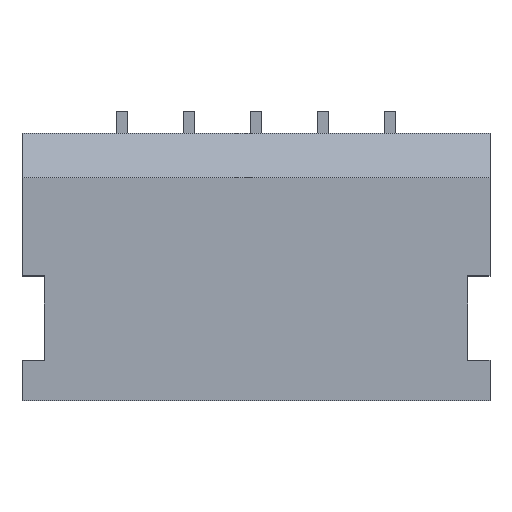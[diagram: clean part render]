
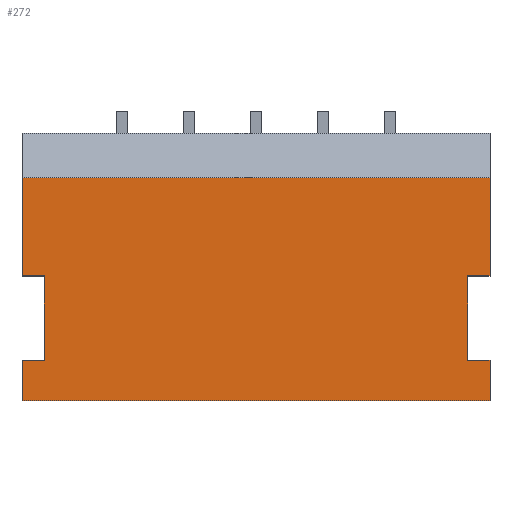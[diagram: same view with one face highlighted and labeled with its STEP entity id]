
A CAD part, top view. The second image highlights one B-rep face of the part: STEP entity #272.
In plain terms, the highlighted planar face has unit normal (0, 0, 1).
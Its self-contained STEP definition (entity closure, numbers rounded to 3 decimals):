
#48 = VERTEX_POINT('',#49);
#49 = CARTESIAN_POINT('',(-5.25,1.1,3.7));
#55 = EDGE_CURVE('',#48,#56,#58,.T.);
#56 = VERTEX_POINT('',#57);
#57 = CARTESIAN_POINT('',(-5.25,-1.1,3.7));
#58 = LINE('',#59,#60);
#59 = CARTESIAN_POINT('',(-5.25,2.1,3.7));
#60 = VECTOR('',#61,1.);
#61 = DIRECTION('',(0.,-1.,0.));
#254 = EDGE_CURVE('',#255,#56,#257,.T.);
#255 = VERTEX_POINT('',#256);
#256 = CARTESIAN_POINT('',(-4.75,-1.1,3.7));
#257 = LINE('',#258,#259);
#258 = CARTESIAN_POINT('',(-2.625,-1.1,3.7));
#259 = VECTOR('',#260,1.);
#260 = DIRECTION('',(-1.,0.,0.));
#272 = ADVANCED_FACE('',(#273),#355,.T.);
#273 = FACE_BOUND('',#274,.T.);
#274 = EDGE_LOOP('',(#275,#285,#293,#301,#309,#317,#325,#331,#332,#333,
    #341,#349));
#275 = ORIENTED_EDGE('',*,*,#276,.T.);
#276 = EDGE_CURVE('',#277,#279,#281,.T.);
#277 = VERTEX_POINT('',#278);
#278 = CARTESIAN_POINT('',(-5.25,-3.9,3.7));
#279 = VERTEX_POINT('',#280);
#280 = CARTESIAN_POINT('',(5.25,-3.9,3.7));
#281 = LINE('',#282,#283);
#282 = CARTESIAN_POINT('',(-5.25,-3.9,3.7));
#283 = VECTOR('',#284,1.);
#284 = DIRECTION('',(1.,0.,0.));
#285 = ORIENTED_EDGE('',*,*,#286,.T.);
#286 = EDGE_CURVE('',#279,#287,#289,.T.);
#287 = VERTEX_POINT('',#288);
#288 = CARTESIAN_POINT('',(5.25,-3.,3.7));
#289 = LINE('',#290,#291);
#290 = CARTESIAN_POINT('',(5.25,-3.9,3.7));
#291 = VECTOR('',#292,1.);
#292 = DIRECTION('',(0.,1.,0.));
#293 = ORIENTED_EDGE('',*,*,#294,.T.);
#294 = EDGE_CURVE('',#287,#295,#297,.T.);
#295 = VERTEX_POINT('',#296);
#296 = CARTESIAN_POINT('',(4.75,-3.,3.7));
#297 = LINE('',#298,#299);
#298 = CARTESIAN_POINT('',(2.375,-3.,3.7));
#299 = VECTOR('',#300,1.);
#300 = DIRECTION('',(-1.,0.,0.));
#301 = ORIENTED_EDGE('',*,*,#302,.T.);
#302 = EDGE_CURVE('',#295,#303,#305,.T.);
#303 = VERTEX_POINT('',#304);
#304 = CARTESIAN_POINT('',(4.75,-1.1,3.7));
#305 = LINE('',#306,#307);
#306 = CARTESIAN_POINT('',(4.75,-1.,3.7));
#307 = VECTOR('',#308,1.);
#308 = DIRECTION('',(0.,1.,0.));
#309 = ORIENTED_EDGE('',*,*,#310,.T.);
#310 = EDGE_CURVE('',#303,#311,#313,.T.);
#311 = VERTEX_POINT('',#312);
#312 = CARTESIAN_POINT('',(5.25,-1.1,3.7));
#313 = LINE('',#314,#315);
#314 = CARTESIAN_POINT('',(2.625,-1.1,3.7));
#315 = VECTOR('',#316,1.);
#316 = DIRECTION('',(1.,0.,0.));
#317 = ORIENTED_EDGE('',*,*,#318,.T.);
#318 = EDGE_CURVE('',#311,#319,#321,.T.);
#319 = VERTEX_POINT('',#320);
#320 = CARTESIAN_POINT('',(5.25,1.1,3.7));
#321 = LINE('',#322,#323);
#322 = CARTESIAN_POINT('',(5.25,-3.9,3.7));
#323 = VECTOR('',#324,1.);
#324 = DIRECTION('',(0.,1.,0.));
#325 = ORIENTED_EDGE('',*,*,#326,.T.);
#326 = EDGE_CURVE('',#319,#48,#327,.T.);
#327 = LINE('',#328,#329);
#328 = CARTESIAN_POINT('',(13.02,1.1,3.7));
#329 = VECTOR('',#330,1.);
#330 = DIRECTION('',(-1.,-0.,-0.));
#331 = ORIENTED_EDGE('',*,*,#55,.T.);
#332 = ORIENTED_EDGE('',*,*,#254,.F.);
#333 = ORIENTED_EDGE('',*,*,#334,.F.);
#334 = EDGE_CURVE('',#335,#255,#337,.T.);
#335 = VERTEX_POINT('',#336);
#336 = CARTESIAN_POINT('',(-4.75,-3.,3.7));
#337 = LINE('',#338,#339);
#338 = CARTESIAN_POINT('',(-4.75,-1.,3.7));
#339 = VECTOR('',#340,1.);
#340 = DIRECTION('',(0.,1.,0.));
#341 = ORIENTED_EDGE('',*,*,#342,.F.);
#342 = EDGE_CURVE('',#343,#335,#345,.T.);
#343 = VERTEX_POINT('',#344);
#344 = CARTESIAN_POINT('',(-5.25,-3.,3.7));
#345 = LINE('',#346,#347);
#346 = CARTESIAN_POINT('',(-2.375,-3.,3.7));
#347 = VECTOR('',#348,1.);
#348 = DIRECTION('',(1.,0.,0.));
#349 = ORIENTED_EDGE('',*,*,#350,.T.);
#350 = EDGE_CURVE('',#343,#277,#351,.T.);
#351 = LINE('',#352,#353);
#352 = CARTESIAN_POINT('',(-5.25,2.1,3.7));
#353 = VECTOR('',#354,1.);
#354 = DIRECTION('',(0.,-1.,0.));
#355 = PLANE('',#356);
#356 = AXIS2_PLACEMENT_3D('',#357,#358,#359);
#357 = CARTESIAN_POINT('',(0.,-0.9,3.7));
#358 = DIRECTION('',(0.,0.,1.));
#359 = DIRECTION('',(1.,0.,0.));
